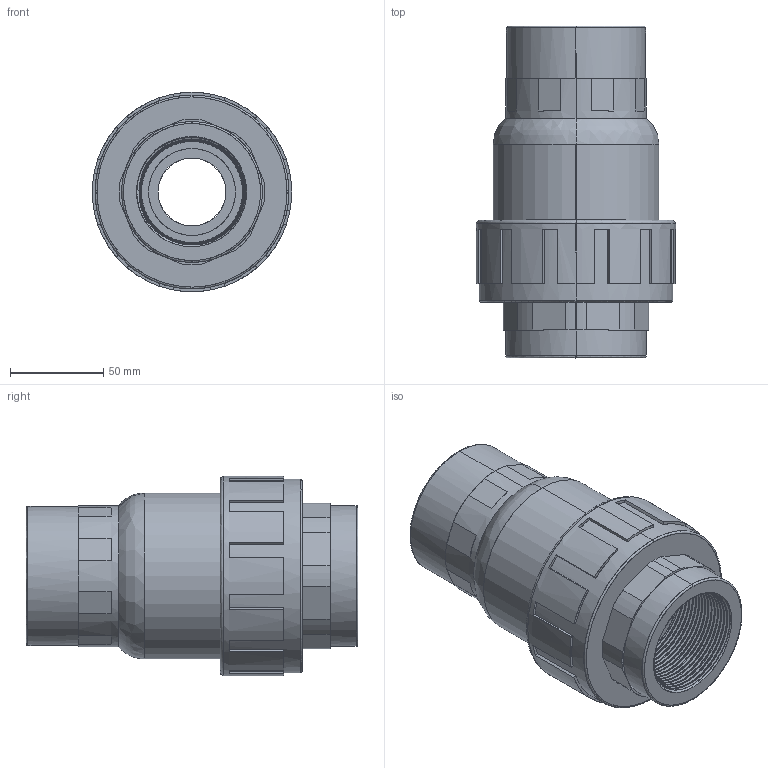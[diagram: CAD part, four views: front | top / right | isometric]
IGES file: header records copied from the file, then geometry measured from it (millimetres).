
Start section: SolidWorks IGES file using analytic representation for surfaces
Global section: file name: VP460N_50A.IGS; native system: SolidWorks 2017; preprocessor: SolidWorks 2017; author: D1712-001!; date: 200519.164613; units: millimetre
Bounding box: 107 x 178 x 107 mm (x, y, z)
Surface area: 104570 mm2 (no closed solid volume)
Topology: 0 solids, 0 shells, 268 faces, 12430 edges, 12430 vertices
Faces by surface type: revolution 152, bspline 116
